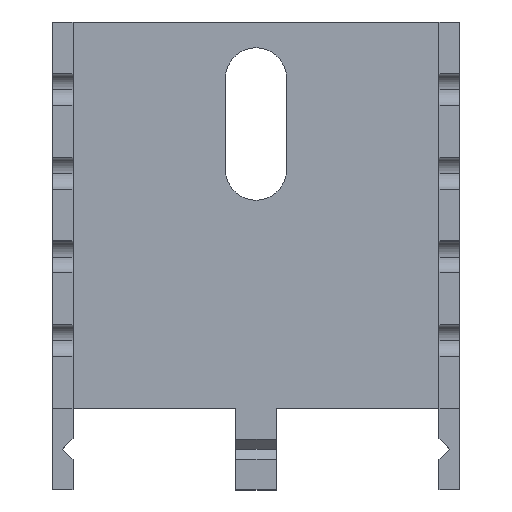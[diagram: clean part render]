
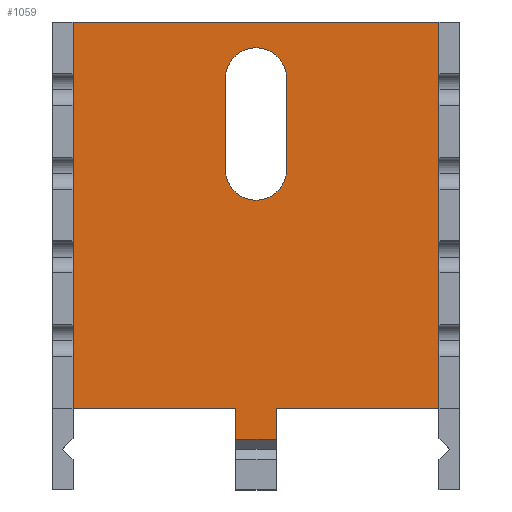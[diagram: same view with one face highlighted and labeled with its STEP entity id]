
A CAD part, top view. The second image highlights one B-rep face of the part: STEP entity #1059.
In plain terms, the highlighted planar face has unit normal (0, 0, 1).
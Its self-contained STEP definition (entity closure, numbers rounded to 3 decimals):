
#9 = CARTESIAN_POINT ( 'NONE',  ( -1.27, -1.905, 0.635 ) ) ;
#16 = VERTEX_POINT ( 'NONE', #1864 ) ;
#23 = CARTESIAN_POINT ( 'NONE',  ( 1.905, 20.635, 0.635 ) ) ;
#30 = VECTOR ( 'NONE', #241, 1000. ) ;
#69 = EDGE_CURVE ( 'NONE', #341, #1711, #2073, .T. ) ;
#70 = VECTOR ( 'NONE', #2279, 1000. ) ;
#108 = CARTESIAN_POINT ( 'NONE',  ( 0., 20.635, 0.635 ) ) ;
#240 = EDGE_CURVE ( 'NONE', #1330, #2361, #415, .T. ) ;
#241 = DIRECTION ( 'NONE',  ( -1., 0., 0. ) ) ;
#245 = CARTESIAN_POINT ( 'NONE',  ( 11.43, 0., 0.635 ) ) ;
#266 = VERTEX_POINT ( 'NONE', #387 ) ;
#275 = DIRECTION ( 'NONE',  ( -1., 0., 0. ) ) ;
#291 = VECTOR ( 'NONE', #1211, 1000. ) ;
#293 = ORIENTED_EDGE ( 'NONE', *, *, #69, .F. ) ;
#323 = VECTOR ( 'NONE', #863, 1000. ) ;
#334 = VERTEX_POINT ( 'NONE', #1265 ) ;
#341 = VERTEX_POINT ( 'NONE', #245 ) ;
#387 = CARTESIAN_POINT ( 'NONE',  ( 1.905, 20.635, 0.635 ) ) ;
#404 = EDGE_CURVE ( 'NONE', #2361, #334, #545, .T. ) ;
#415 = LINE ( 'NONE', #999, #291 ) ;
#423 = LINE ( 'NONE', #23, #2128 ) ;
#490 = CARTESIAN_POINT ( 'NONE',  ( 0., 14.925, 0.635 ) ) ;
#545 = CIRCLE ( 'NONE', #2256, 1.905 ) ;
#573 = DIRECTION ( 'NONE',  ( 1., 0., 0. ) ) ;
#613 = PLANE ( 'NONE',  #1878 ) ;
#662 = ORIENTED_EDGE ( 'NONE', *, *, #2356, .F. ) ;
#686 = CARTESIAN_POINT ( 'NONE',  ( -12.7, -1.905, 0.635 ) ) ;
#713 = ORIENTED_EDGE ( 'NONE', *, *, #1750, .F. ) ;
#766 = LINE ( 'NONE', #1548, #2286 ) ;
#863 = DIRECTION ( 'NONE',  ( 0., -1., 0. ) ) ;
#887 = CARTESIAN_POINT ( 'NONE',  ( -11.43, 24.13, 0.635 ) ) ;
#911 = ORIENTED_EDGE ( 'NONE', *, *, #1861, .T. ) ;
#926 = ORIENTED_EDGE ( 'NONE', *, *, #240, .F. ) ;
#970 = VERTEX_POINT ( 'NONE', #1903 ) ;
#991 = FACE_BOUND ( 'NONE', #1024, .T. ) ;
#995 = CARTESIAN_POINT ( 'NONE',  ( 1.27, 0., 0.635 ) ) ;
#996 = AXIS2_PLACEMENT_3D ( 'NONE', #108, #1520, #1104 ) ;
#999 = CARTESIAN_POINT ( 'NONE',  ( -1.905, 20.635, 0.635 ) ) ;
#1011 = ORIENTED_EDGE ( 'NONE', *, *, #404, .F. ) ;
#1022 = CARTESIAN_POINT ( 'NONE',  ( 11.43, 24.13, 0.635 ) ) ;
#1024 = EDGE_LOOP ( 'NONE', ( #1984, #1306, #1011, #926 ) ) ;
#1031 = DIRECTION ( 'NONE',  ( 0., 1., 0. ) ) ;
#1032 = VERTEX_POINT ( 'NONE', #1788 ) ;
#1033 = DIRECTION ( 'NONE',  ( -1., 0., 0. ) ) ;
#1059 = ADVANCED_FACE ( 'NONE', ( #1747, #991 ), #613, .T. ) ;
#1095 = CARTESIAN_POINT ( 'NONE',  ( 0., 24.13, 0.635 ) ) ;
#1098 = CARTESIAN_POINT ( 'NONE',  ( -11.43, 0., 0.635 ) ) ;
#1104 = DIRECTION ( 'NONE',  ( 1., 0., 0. ) ) ;
#1211 = DIRECTION ( 'NONE',  ( 0., -1., 0. ) ) ;
#1213 = EDGE_CURVE ( 'NONE', #334, #266, #423, .T. ) ;
#1214 = CARTESIAN_POINT ( 'NONE',  ( -1.905, 20.635, 0.635 ) ) ;
#1215 = LINE ( 'NONE', #2175, #2077 ) ;
#1265 = CARTESIAN_POINT ( 'NONE',  ( 1.905, 14.925, 0.635 ) ) ;
#1271 = ORIENTED_EDGE ( 'NONE', *, *, #1718, .F. ) ;
#1304 = LINE ( 'NONE', #887, #323 ) ;
#1306 = ORIENTED_EDGE ( 'NONE', *, *, #1213, .F. ) ;
#1330 = VERTEX_POINT ( 'NONE', #1214 ) ;
#1350 = CARTESIAN_POINT ( 'NONE',  ( -1.905, 14.925, 0.635 ) ) ;
#1386 = LINE ( 'NONE', #1022, #2072 ) ;
#1427 = ORIENTED_EDGE ( 'NONE', *, *, #1855, .T. ) ;
#1455 = ORIENTED_EDGE ( 'NONE', *, *, #2275, .T. ) ;
#1458 = VERTEX_POINT ( 'NONE', #1098 ) ;
#1520 = DIRECTION ( 'NONE',  ( 0., 0., 1. ) ) ;
#1548 = CARTESIAN_POINT ( 'NONE',  ( -1.27, -5.08, 0.635 ) ) ;
#1606 = CARTESIAN_POINT ( 'NONE',  ( 0., 24.13, 0.635 ) ) ;
#1711 = VERTEX_POINT ( 'NONE', #995 ) ;
#1718 = EDGE_CURVE ( 'NONE', #1727, #341, #1386, .T. ) ;
#1727 = VERTEX_POINT ( 'NONE', #1792 ) ;
#1747 = FACE_OUTER_BOUND ( 'NONE', #2448, .T. ) ;
#1750 = EDGE_CURVE ( 'NONE', #16, #1458, #1818, .T. ) ;
#1788 = CARTESIAN_POINT ( 'NONE',  ( -11.43, 24.13, 0.635 ) ) ;
#1792 = CARTESIAN_POINT ( 'NONE',  ( 11.43, 24.13, 0.635 ) ) ;
#1818 = LINE ( 'NONE', #2405, #30 ) ;
#1836 = DIRECTION ( 'NONE',  ( -1., 0., 0. ) ) ;
#1855 = EDGE_CURVE ( 'NONE', #1727, #1032, #2459, .T. ) ;
#1861 = EDGE_CURVE ( 'NONE', #1032, #1458, #1304, .T. ) ;
#1864 = CARTESIAN_POINT ( 'NONE',  ( -1.27, 0., 0.635 ) ) ;
#1878 = AXIS2_PLACEMENT_3D ( 'NONE', #1606, #2585, #573 ) ;
#1903 = CARTESIAN_POINT ( 'NONE',  ( 1.27, -1.905, 0.635 ) ) ;
#1911 = CIRCLE ( 'NONE', #996, 1.905 ) ;
#1980 = DIRECTION ( 'NONE',  ( 0., 1., 0. ) ) ;
#1984 = ORIENTED_EDGE ( 'NONE', *, *, #2417, .F. ) ;
#2033 = DIRECTION ( 'NONE',  ( 0., 0., 1. ) ) ;
#2072 = VECTOR ( 'NONE', #2436, 1000. ) ;
#2073 = LINE ( 'NONE', #2457, #2462 ) ;
#2077 = VECTOR ( 'NONE', #1980, 1000. ) ;
#2128 = VECTOR ( 'NONE', #1031, 1000. ) ;
#2150 = VERTEX_POINT ( 'NONE', #9 ) ;
#2156 = VECTOR ( 'NONE', #275, 1000. ) ;
#2175 = CARTESIAN_POINT ( 'NONE',  ( 1.27, -5.08, 0.635 ) ) ;
#2256 = AXIS2_PLACEMENT_3D ( 'NONE', #490, #2033, #1836 ) ;
#2275 = EDGE_CURVE ( 'NONE', #2150, #970, #2467, .T. ) ;
#2279 = DIRECTION ( 'NONE',  ( 1., 0., 0. ) ) ;
#2286 = VECTOR ( 'NONE', #2513, 1000. ) ;
#2356 = EDGE_CURVE ( 'NONE', #2150, #16, #766, .T. ) ;
#2361 = VERTEX_POINT ( 'NONE', #1350 ) ;
#2392 = ORIENTED_EDGE ( 'NONE', *, *, #2489, .T. ) ;
#2405 = CARTESIAN_POINT ( 'NONE',  ( 0., 0., 0.635 ) ) ;
#2417 = EDGE_CURVE ( 'NONE', #266, #1330, #1911, .T. ) ;
#2436 = DIRECTION ( 'NONE',  ( 0., -1., 0. ) ) ;
#2448 = EDGE_LOOP ( 'NONE', ( #1455, #2392, #293, #1271, #1427, #911, #713, #662 ) ) ;
#2457 = CARTESIAN_POINT ( 'NONE',  ( 0., 0., 0.635 ) ) ;
#2459 = LINE ( 'NONE', #1095, #2156 ) ;
#2462 = VECTOR ( 'NONE', #1033, 1000. ) ;
#2467 = LINE ( 'NONE', #686, #70 ) ;
#2489 = EDGE_CURVE ( 'NONE', #970, #1711, #1215, .T. ) ;
#2513 = DIRECTION ( 'NONE',  ( 0., 1., 0. ) ) ;
#2585 = DIRECTION ( 'NONE',  ( 0., 0., 1. ) ) ;
